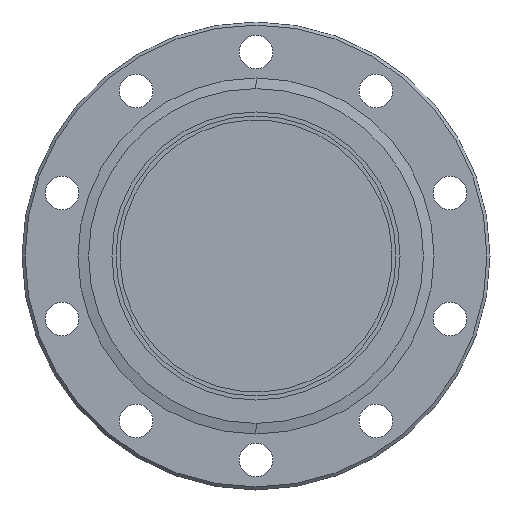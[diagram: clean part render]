
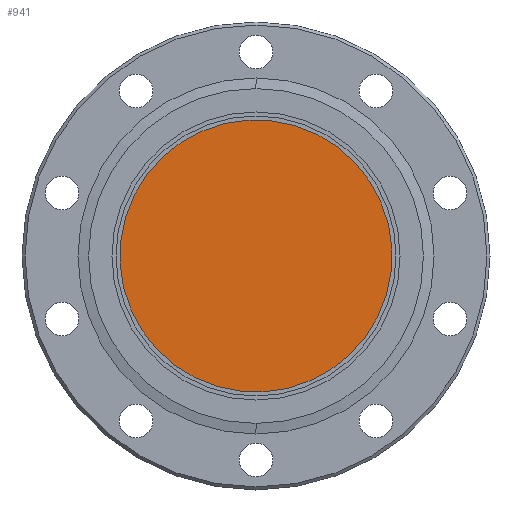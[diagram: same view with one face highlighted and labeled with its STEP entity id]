
A CAD part, front view. The second image highlights one B-rep face of the part: STEP entity #941.
In plain terms, the highlighted planar face has unit normal (0, -1, 0).
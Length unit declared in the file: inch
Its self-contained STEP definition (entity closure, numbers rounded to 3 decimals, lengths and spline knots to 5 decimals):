
#8 = VERTEX_POINT ( 'NONE', #1261 ) ;
#9 = VERTEX_POINT ( 'NONE', #1260 ) ;
#82 = EDGE_LOOP ( 'NONE', ( #1530, #1529 ) ) ;
#365 = CARTESIAN_POINT ( 'NONE',  ( 0., 0.286, 0. ) ) ;
#366 = DIRECTION ( 'NONE',  ( 0., 1., 0. ) ) ;
#367 = DIRECTION ( 'NONE',  ( 0., 0., 1. ) ) ;
#941 = ADVANCED_FACE ( 'NONE', ( #1482 ), #1483, .F. ) ;
#957 = EDGE_CURVE ( 'NONE', #8, #9, #1576, .T. ) ;
#994 = AXIS2_PLACEMENT_3D ( 'NONE', #365, #366, #367 ) ;
#1005 = CIRCLE ( 'NONE', #994, 1.4325 ) ;
#1260 = CARTESIAN_POINT ( 'NONE',  ( 1.42999, 0.286, 0.08472 ) ) ;
#1261 = CARTESIAN_POINT ( 'NONE',  ( -1.42999, 0.286, -0.08472 ) ) ;
#1441 = EDGE_CURVE ( 'NONE', #9, #8, #1005, .T. ) ;
#1479 = CARTESIAN_POINT ( 'NONE',  ( 0., 0.286, 0. ) ) ;
#1482 = FACE_OUTER_BOUND ( 'NONE', #82, .T. ) ;
#1483 = PLANE ( 'NONE',  #1599 ) ;
#1484 = DIRECTION ( 'NONE',  ( 0., 1., 0. ) ) ;
#1485 = DIRECTION ( 'NONE',  ( 0.931, 0., -0.364 ) ) ;
#1529 = ORIENTED_EDGE ( 'NONE', *, *, #1441, .F. ) ;
#1530 = ORIENTED_EDGE ( 'NONE', *, *, #957, .F. ) ;
#1570 = AXIS2_PLACEMENT_3D ( 'NONE', #1923, #1924, #1925 ) ;
#1576 = CIRCLE ( 'NONE', #1570, 1.4325 ) ;
#1599 = AXIS2_PLACEMENT_3D ( 'NONE', #1479, #1484, #1485 ) ;
#1923 = CARTESIAN_POINT ( 'NONE',  ( 0., 0.286, 0. ) ) ;
#1924 = DIRECTION ( 'NONE',  ( 0., 1., 0. ) ) ;
#1925 = DIRECTION ( 'NONE',  ( 0., 0., 1. ) ) ;
